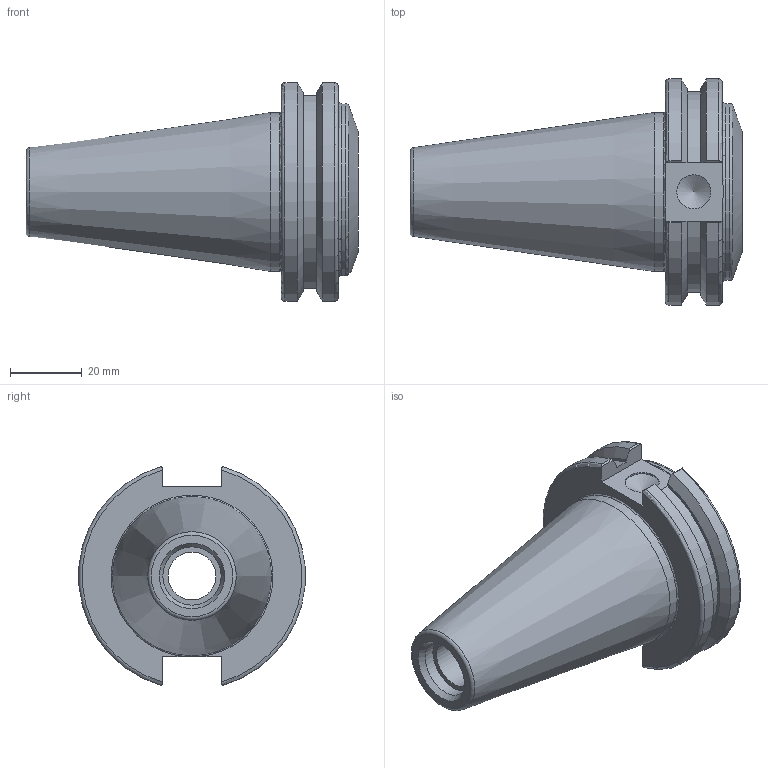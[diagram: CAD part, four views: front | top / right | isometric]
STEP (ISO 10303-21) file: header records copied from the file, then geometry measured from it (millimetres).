
FILE_DESCRIPTION(/* description */ (''),/* implementation_level */ '2;1');
FILE_NAME(/* name */ 'WK101US.stp',/* time_stamp */ '2023-03-17T09:38:49+09:00',/* author */ ('eos'),/* organization */ (''),/* preprocessor_version */ 'ST-DEVELOPER v18.1',/* originating_system */ 'Autodesk Inventor 2022',/* authorisation */ '');
FILE_SCHEMA (('AUTOMOTIVE_DESIGN { 1 0 10303 214 3 1 1 }'));
Length unit declared in the file: millimetre
Products named in the file (1): CAT50
Bounding box: 92.85 x 63.26 x 61.09 mm (x, y, z)
Volume: 102010.8 mm3; surface area: 21609.3 mm2
Topology: 1 solids, 1 shells, 53 faces, 144 edges, 95 vertices
Faces by surface type: plane 25, cylinder 12, torus 8, cone 8
Full cylindrical faces by diameter (mm): 9.525 x1, 13.386 x1, 16.3 x1, 19.05 x1, 44.45 x1
Entity records: 1809 total; most frequent: CARTESIAN_POINT 480, ORIENTED_EDGE 286, DIRECTION 256, EDGE_CURVE 143, AXIS2_PLACEMENT_3D 100, VERTEX_POINT 95, EDGE_LOOP 58, LINE 56
